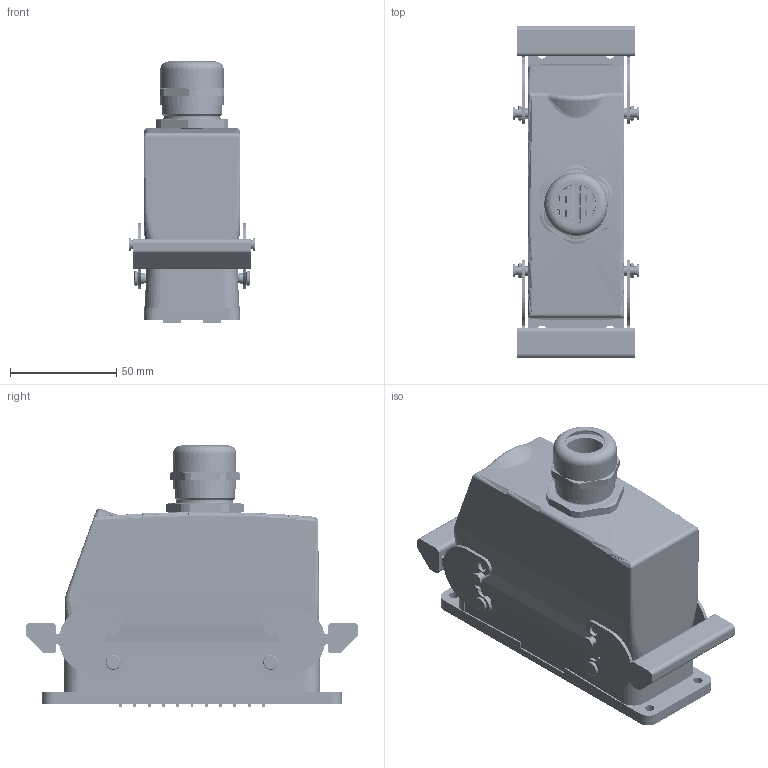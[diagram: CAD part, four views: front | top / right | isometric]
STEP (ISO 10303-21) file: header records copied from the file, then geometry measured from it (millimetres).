
FILE_DESCRIPTION(('CATIA V5 STEP Exchange','CAx-IF Rec.Pracs.--- Model Styling and Organization---1.4--- 2014-01-23'),'2;1');
FILE_NAME ('005095-1_2', '2019-10-29T14:40:53+00:00', ('none'), ('Weidmueller'), 'CATIA Version 5-6 Release 2016 SP3 HF44', 'CATIA V5 STEP AP214', 'none');
FILE_SCHEMA(('AUTOMOTIVE_DESIGN { 1 0 10303 214 1 1 1 1 }'));
Products named in the file (1): 1061700000
Bounding box: 59 x 156 x 122.69 mm (x, y, z)
Volume: 260255.4 mm3; surface area: 224605.5 mm2
Topology: 2 solids, 56 shells, 15125 faces, 44748 edges, 29384 vertices
Faces by surface type: plane 9720, cylinder 3700, cone 1023, torus 473, sphere 96, bspline 85, extrusion 20, revolution 8
Entity records: 494598 total; most frequent: CARTESIAN_POINT 120421, ORIENTED_EDGE 89172, DIRECTION 59126, EDGE_CURVE 44586, VECTOR 31232, LINE 31212, VERTEX_POINT 29384, AXIS2_PLACEMENT_3D 18577
